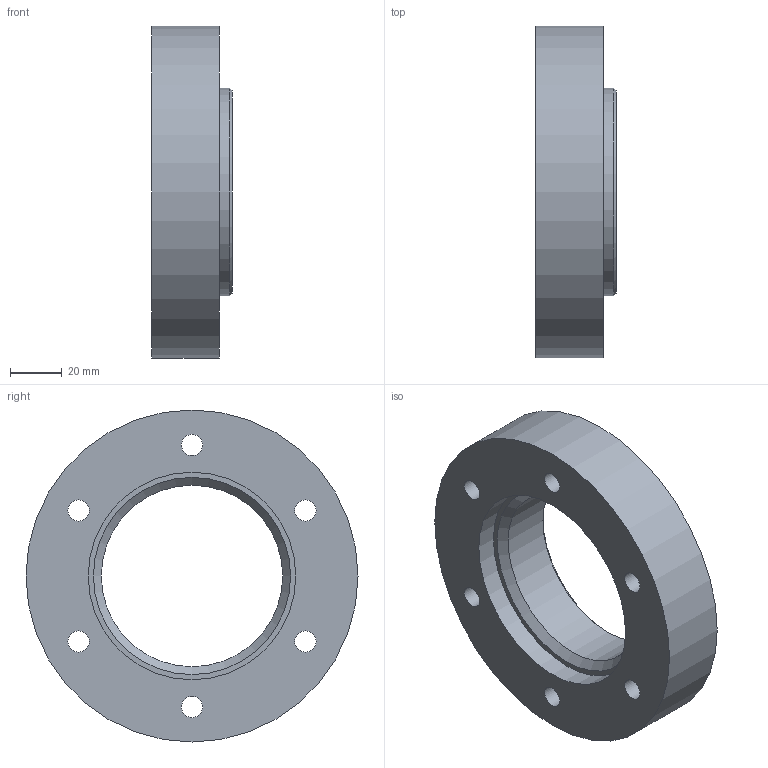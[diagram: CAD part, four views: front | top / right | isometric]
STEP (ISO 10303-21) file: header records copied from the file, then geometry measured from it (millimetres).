
FILE_DESCRIPTION(('FreeCAD Model'),'2;1');
FILE_NAME('Entretoise Roue AR.step','2020-05-09T18:07:44',('Author'),(''), 'Open CASCADE STEP processor 7.3','FreeCAD','Unknown');
FILE_SCHEMA(('AUTOMOTIVE_DESIGN { 1 0 10303 214 1 1 1 1 }'));
Length unit declared in the file: millimetre
Products named in the file (1): Body
Bounding box: 31 x 128 x 128 mm (x, y, z)
Volume: 221481.2 mm3; surface area: 39553.7 mm2
Topology: 1 solids, 1 shells, 17 faces, 36 edges, 23 vertices
Faces by surface type: cylinder 10, plane 4, cone 3
Full cylindrical faces by diameter (mm): 8.2 x6, 70 x1, 80 x2, 128 x1
Entity records: 1004 total; most frequent: CARTESIAN_POINT 185, DIRECTION 161, ORIENTED_EDGE 72, PCURVE 72, DEFINITIONAL_REPRESENTATION 72, LINE 65, VECTOR 65, AXIS2_PLACEMENT_3D 41
